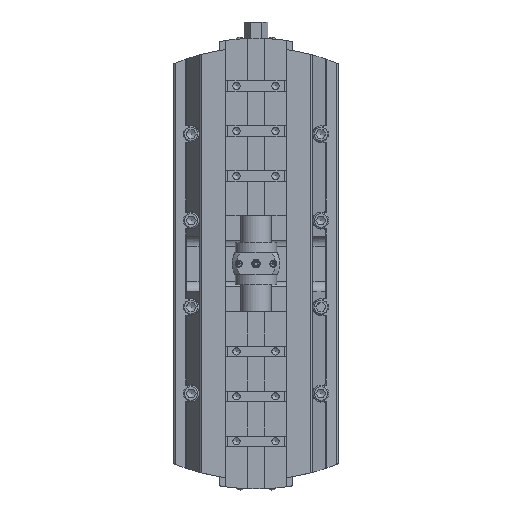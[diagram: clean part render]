
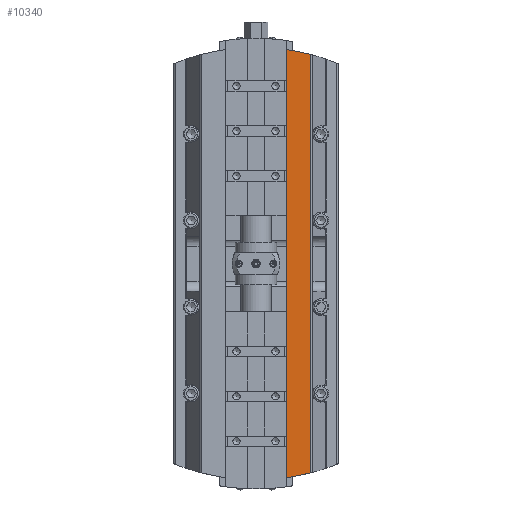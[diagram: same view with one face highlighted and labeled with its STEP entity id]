
A CAD part, top view. The second image highlights one B-rep face of the part: STEP entity #10340.
In plain terms, the highlighted planar face has unit normal (0, 0, 1).
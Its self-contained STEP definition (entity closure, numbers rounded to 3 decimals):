
#418=CIRCLE('',#11076,250.);
#453=CIRCLE('',#11139,250.);
#1106=FACE_OUTER_BOUND('',#1693,.T.);
#1693=EDGE_LOOP('',(#6579,#6580,#6581,#6582));
#2341=LINE('',#14899,#3129);
#2411=LINE('',#15213,#3199);
#3129=VECTOR('',#12085,10.);
#3199=VECTOR('',#12303,10.);
#3917=VERTEX_POINT('',#14897);
#3918=VERTEX_POINT('',#14898);
#3945=VERTEX_POINT('',#14976);
#4020=VERTEX_POINT('',#15212);
#4915=EDGE_CURVE('',#3917,#3918,#2341,.T.);
#4943=EDGE_CURVE('',#3945,#3917,#418,.T.);
#5043=EDGE_CURVE('',#4020,#3945,#2411,.T.);
#5044=EDGE_CURVE('',#3918,#4020,#453,.T.);
#6579=ORIENTED_EDGE('',*,*,#5043,.F.);
#6580=ORIENTED_EDGE('',*,*,#5044,.F.);
#6581=ORIENTED_EDGE('',*,*,#4915,.F.);
#6582=ORIENTED_EDGE('',*,*,#4943,.F.);
#9413=PLANE('',#11138);
#10340=ADVANCED_FACE('',(#1106),#9413,.F.);
#11076=AXIS2_PLACEMENT_3D('',#14978,#12122,#12123);
#11138=AXIS2_PLACEMENT_3D('',#15211,#12301,#12302);
#11139=AXIS2_PLACEMENT_3D('',#15214,#12304,#12305);
#12085=DIRECTION('',(0.,1.,0.));
#12122=DIRECTION('center_axis',(0.,0.,-1.));
#12123=DIRECTION('ref_axis',(-1.,0.,0.));
#12301=DIRECTION('center_axis',(0.,0.,-1.));
#12302=DIRECTION('ref_axis',(-1.,0.,0.));
#12303=DIRECTION('',(0.,-1.,0.));
#12304=DIRECTION('center_axis',(0.,0.,-1.));
#12305=DIRECTION('ref_axis',(-1.,0.,0.));
#14897=CARTESIAN_POINT('',(35.,-247.538,100.));
#14898=CARTESIAN_POINT('',(35.,247.538,100.));
#14899=CARTESIAN_POINT('',(35.,-125.,100.));
#14976=CARTESIAN_POINT('',(63.,-241.932,100.));
#14978=CARTESIAN_POINT('Origin',(0.,0.,100.));
#15211=CARTESIAN_POINT('Origin',(0.,0.,100.));
#15212=CARTESIAN_POINT('',(63.,241.932,100.));
#15213=CARTESIAN_POINT('',(63.,-125.,100.));
#15214=CARTESIAN_POINT('Origin',(0.,0.,100.));
